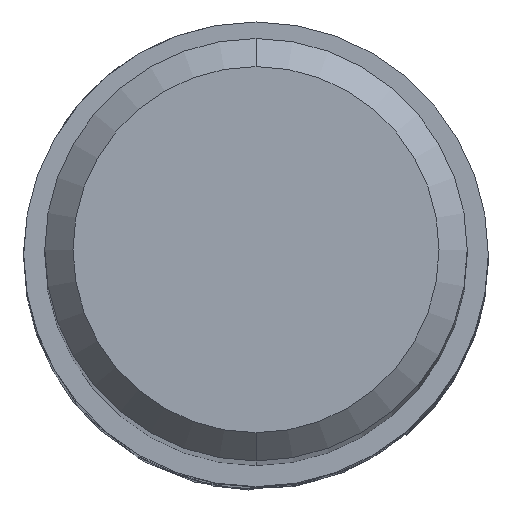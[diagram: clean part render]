
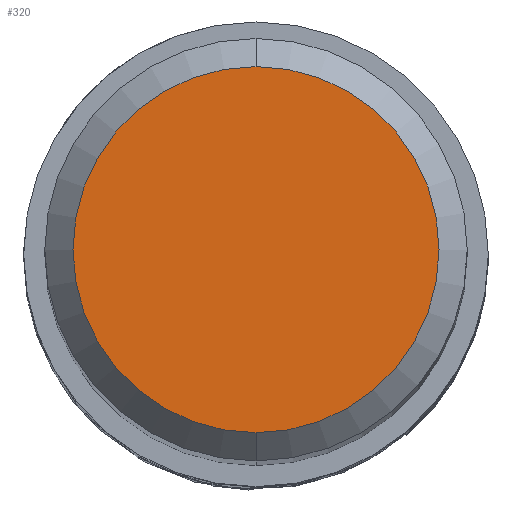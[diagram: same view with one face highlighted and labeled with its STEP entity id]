
A CAD part, top view. The second image highlights one B-rep face of the part: STEP entity #320.
In plain terms, the highlighted planar face has unit normal (0, 0, 1).
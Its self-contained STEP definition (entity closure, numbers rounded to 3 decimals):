
#320=ADVANCED_FACE('',(#856),#857,.T.);
#330=EDGE_CURVE('',#602,#512,#869,.T.);
#512=VERTEX_POINT('',#1066);
#602=VERTEX_POINT('',#1163);
#792=EDGE_CURVE('',#512,#602,#1373,.T.);
#856=FACE_OUTER_BOUND('',#1555,.T.);
#857=PLANE('',#1556);
#869=CIRCLE('',#1593,2.6);
#1066=CARTESIAN_POINT('',(0.,-2.6,0.0));
#1163=CARTESIAN_POINT('',(0.0,2.6,0.0));
#1373=CIRCLE('',#4794,2.6);
#1555=EDGE_LOOP('',(#4884,#4885));
#1556=AXIS2_PLACEMENT_3D('',#4886,#4887,#4888);
#1593=AXIS2_PLACEMENT_3D('',#4904,#4905,#4906);
#4794=AXIS2_PLACEMENT_3D('',#5444,#5445,#5446);
#4884=ORIENTED_EDGE('',*,*,#330,.F.);
#4885=ORIENTED_EDGE('',*,*,#792,.F.);
#4886=CARTESIAN_POINT('',(0.0,1.3,0.0));
#4887=DIRECTION('',(-0.0,0.0,1.0));
#4888=DIRECTION('',(0.0,-1.0,0.0));
#4904=CARTESIAN_POINT('',(0.0,0.0,0.0));
#4905=DIRECTION('',(0.0,0.0,-1.0));
#4906=DIRECTION('',(0.0,1.0,0.0));
#5444=CARTESIAN_POINT('',(0.0,0.0,0.0));
#5445=DIRECTION('',(0.0,0.0,-1.0));
#5446=DIRECTION('',(0.0,1.0,0.0));
